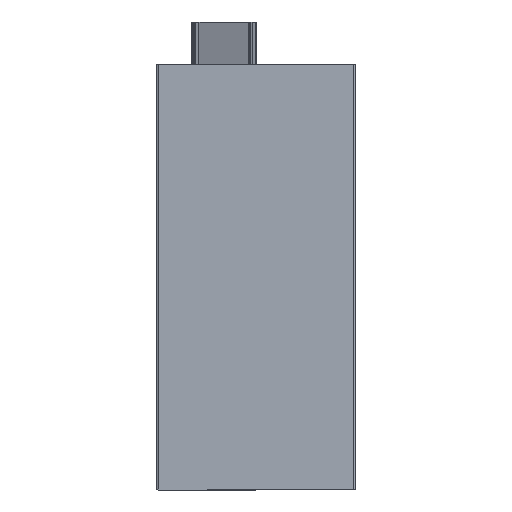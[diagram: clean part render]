
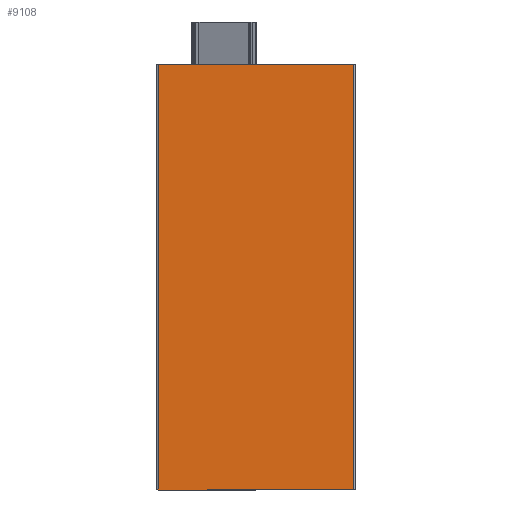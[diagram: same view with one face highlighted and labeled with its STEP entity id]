
A CAD part, left-side view. The second image highlights one B-rep face of the part: STEP entity #9108.
In plain terms, the highlighted planar face has unit normal (-1, 0, 0).
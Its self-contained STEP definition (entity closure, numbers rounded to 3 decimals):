
#150 = VECTOR ( 'NONE', #5315, 1000. ) ;
#252 = PLANE ( 'NONE',  #4227 ) ;
#402 = LINE ( 'NONE', #5378, #150 ) ;
#613 = FACE_OUTER_BOUND ( 'NONE', #2501, .T. ) ;
#957 = CARTESIAN_POINT ( 'NONE',  ( -59.545, 49., 187.5 ) ) ;
#1295 = LINE ( 'NONE', #4603, #7173 ) ;
#1421 = EDGE_CURVE ( 'NONE', #5364, #7002, #1295, .T. ) ;
#1933 = DIRECTION ( 'NONE',  ( -1., 0., 0. ) ) ;
#2266 = DIRECTION ( 'NONE',  ( 0., 0., -1. ) ) ;
#2307 = EDGE_CURVE ( 'NONE', #9442, #5644, #7746, .T. ) ;
#2501 = EDGE_LOOP ( 'NONE', ( #4763, #5242, #4945, #8046 ) ) ;
#2584 = CARTESIAN_POINT ( 'NONE',  ( -59.545, -90., 187.5 ) ) ;
#2596 = DIRECTION ( 'NONE',  ( 0., 1., 0. ) ) ;
#3078 = CARTESIAN_POINT ( 'NONE',  ( -59.545, -89., -112.5 ) ) ;
#4042 = VECTOR ( 'NONE', #2596, 1000. ) ;
#4227 = AXIS2_PLACEMENT_3D ( 'NONE', #5759, #1933, #7255 ) ;
#4246 = CARTESIAN_POINT ( 'NONE',  ( -59.545, -89., 250. ) ) ;
#4285 = LINE ( 'NONE', #2584, #4042 ) ;
#4469 = EDGE_CURVE ( 'NONE', #9442, #7002, #402, .T. ) ;
#4603 = CARTESIAN_POINT ( 'NONE',  ( -59.545, 49., 250. ) ) ;
#4763 = ORIENTED_EDGE ( 'NONE', *, *, #5053, .T. ) ;
#4945 = ORIENTED_EDGE ( 'NONE', *, *, #4469, .F. ) ;
#5053 = EDGE_CURVE ( 'NONE', #5644, #5364, #4285, .T. ) ;
#5242 = ORIENTED_EDGE ( 'NONE', *, *, #1421, .T. ) ;
#5315 = DIRECTION ( 'NONE',  ( 0., 1., 0. ) ) ;
#5364 = VERTEX_POINT ( 'NONE', #957 ) ;
#5378 = CARTESIAN_POINT ( 'NONE',  ( -59.545, -90., -112.5 ) ) ;
#5638 = DIRECTION ( 'NONE',  ( 0., 0., 1. ) ) ;
#5644 = VERTEX_POINT ( 'NONE', #6810 ) ;
#5759 = CARTESIAN_POINT ( 'NONE',  ( -59.545, 50., 250. ) ) ;
#6810 = CARTESIAN_POINT ( 'NONE',  ( -59.545, -89., 187.5 ) ) ;
#7002 = VERTEX_POINT ( 'NONE', #9581 ) ;
#7173 = VECTOR ( 'NONE', #2266, 1000. ) ;
#7255 = DIRECTION ( 'NONE',  ( 0., -1., 0. ) ) ;
#7746 = LINE ( 'NONE', #4246, #9530 ) ;
#8046 = ORIENTED_EDGE ( 'NONE', *, *, #2307, .T. ) ;
#9108 = ADVANCED_FACE ( 'NONE', ( #613 ), #252, .T. ) ;
#9442 = VERTEX_POINT ( 'NONE', #3078 ) ;
#9530 = VECTOR ( 'NONE', #5638, 1000. ) ;
#9581 = CARTESIAN_POINT ( 'NONE',  ( -59.545, 49., -112.5 ) ) ;
